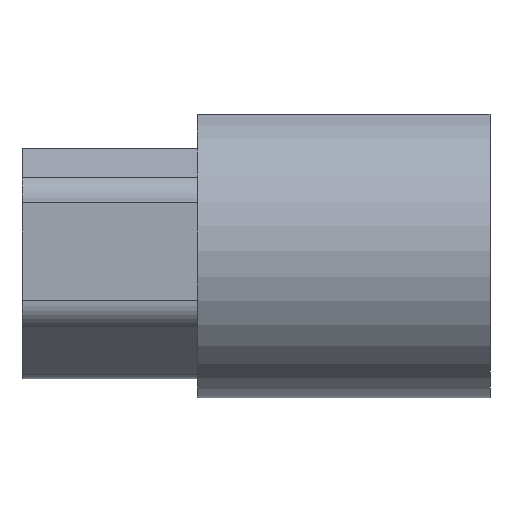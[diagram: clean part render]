
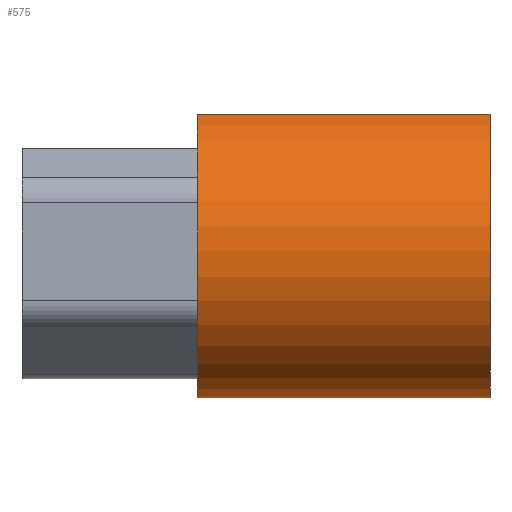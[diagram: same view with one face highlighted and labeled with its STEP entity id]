
A CAD part, left-side view. The second image highlights one B-rep face of the part: STEP entity #575.
In plain terms, the highlighted cylindrical face has radius 5 mm (diameter 10 mm), a partial arc.
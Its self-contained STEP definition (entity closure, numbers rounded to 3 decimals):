
#21=CYLINDRICAL_SURFACE('',#638,5.);
#22=CIRCLE('',#599,5.);
#35=CIRCLE('',#637,5.);
#64=FACE_OUTER_BOUND('',#93,.T.);
#93=EDGE_LOOP('',(#521,#522,#523,#524));
#95=LINE('',#800,#162);
#115=LINE('',#852,#182);
#162=VECTOR('',#644,10.);
#182=VECTOR('',#682,10.);
#229=VERTEX_POINT('',#797);
#230=VERTEX_POINT('',#799);
#238=VERTEX_POINT('',#819);
#253=VERTEX_POINT('',#851);
#283=EDGE_CURVE('',#229,#230,#95,.T.);
#293=EDGE_CURVE('',#230,#238,#22,.T.);
#309=EDGE_CURVE('',#238,#253,#115,.T.);
#362=EDGE_CURVE('',#253,#229,#35,.T.);
#521=ORIENTED_EDGE('',*,*,#283,.F.);
#522=ORIENTED_EDGE('',*,*,#362,.F.);
#523=ORIENTED_EDGE('',*,*,#309,.F.);
#524=ORIENTED_EDGE('',*,*,#293,.F.);
#575=ADVANCED_FACE('',(#64),#21,.T.);
#599=AXIS2_PLACEMENT_3D('',#820,#658,#659);
#637=AXIS2_PLACEMENT_3D('',#957,#790,#791);
#638=AXIS2_PLACEMENT_3D('',#958,#792,#793);
#644=DIRECTION('',(0.,1.,0.));
#658=DIRECTION('center_axis',(0.,1.,0.));
#659=DIRECTION('ref_axis',(-1.,0.,0.));
#682=DIRECTION('',(0.,-1.,0.));
#790=DIRECTION('center_axis',(0.,-1.,0.));
#791=DIRECTION('ref_axis',(-1.,0.,0.));
#792=DIRECTION('center_axis',(0.,1.,0.));
#793=DIRECTION('ref_axis',(0.,0.,-1.));
#797=CARTESIAN_POINT('',(1.69,-5.,4.706));
#799=CARTESIAN_POINT('',(1.69,5.,4.706));
#800=CARTESIAN_POINT('',(1.69,0.,4.706));
#819=CARTESIAN_POINT('',(-1.69,5.,4.706));
#820=CARTESIAN_POINT('Origin',(0.,5.,0.));
#851=CARTESIAN_POINT('',(-1.69,-5.,4.706));
#852=CARTESIAN_POINT('',(-1.69,0.,4.706));
#957=CARTESIAN_POINT('Origin',(0.,-5.,0.));
#958=CARTESIAN_POINT('Origin',(0.,0.,0.));
